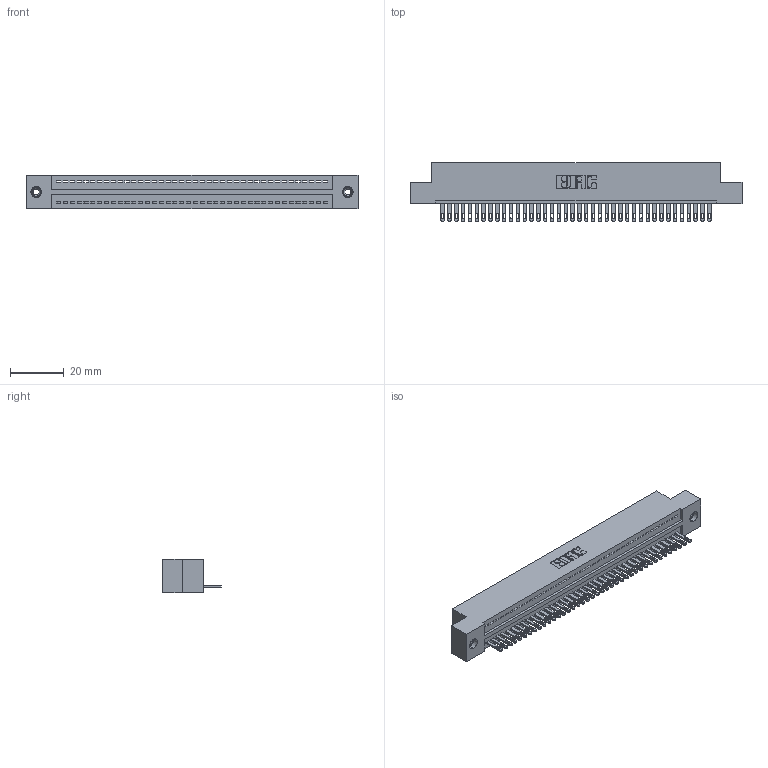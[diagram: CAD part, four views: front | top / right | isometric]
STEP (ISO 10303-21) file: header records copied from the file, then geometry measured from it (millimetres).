
FILE_DESCRIPTION (( 'STEP AP203' ), '1' );
FILE_NAME ('325-040-500-108.STEP', '2020-02-24T21:18:56', ( '' ), ( '' ), 'SwSTEP 2.0', 'SolidWorks 2016', '' );
FILE_SCHEMA (( 'CONFIG_CONTROL_DESIGN' ));
Length unit declared in the file: inch
Products named in the file (4): 345-250-001_345-250-003-102; 325-040-500-108; 325 Part_TI; 325-292-001_325-293-100
Assembly tree (43 placements, depth 2):
  325-040-500-108
    325 Part_TI
    325-292-001_325-293-100  x40
    345-250-001_345-250-003-102  x2
Bounding box: 123.32 x 21.84 x 12.45 mm (x, y, z)
Volume: 15657.7 mm3; surface area: 17181.2 mm2
Topology: 43 solids, 43 shells, 2334 faces, 7167 edges, 4770 vertices
Faces by surface type: plane 1542, cylinder 776, cone 12, torus 4
Entity records: 25828 total; most frequent: CARTESIAN_POINT 4437, ORIENTED_EDGE 4406, DIRECTION 3781, EDGE_CURVE 2203, VECTOR 2051, LINE 2051, VERTEX_POINT 1464, AXIS2_PLACEMENT_3D 865
